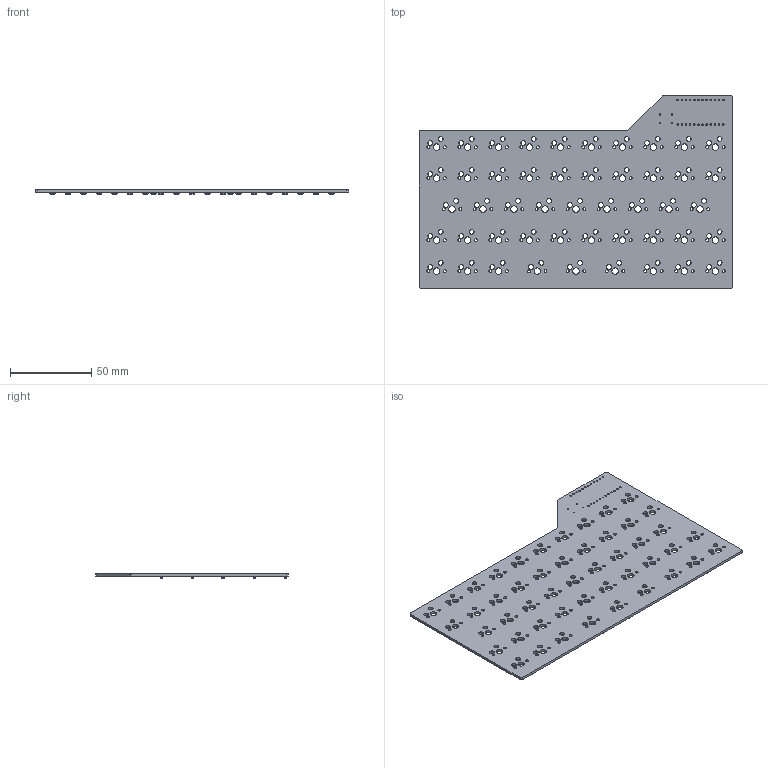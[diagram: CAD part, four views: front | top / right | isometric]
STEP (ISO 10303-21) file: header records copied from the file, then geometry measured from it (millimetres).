
FILE_DESCRIPTION(('KiCad electronic assembly'),'2;1');
FILE_NAME('tabesco48.step','2024-11-21T13:52:46',('Pcbnew'),('Kicad'), 'Open CASCADE STEP processor 7.8','KiCad to STEP converter','Unknown' );
FILE_SCHEMA(('AUTOMOTIVE_DESIGN { 1 0 10303 214 1 1 1 1 }'));
Length unit declared in the file: millimetre
Products named in the file (4): tabesco48 1; D_SOD-123; D_SOD_123; _autosave-newk-tabesque48_PCB
Assembly tree (50 placements, depth 3):
  tabesco48 1
    D_SOD-123  x48
      D_SOD_123
    _autosave-newk-tabesque48_PCB
Bounding box: 192.53 x 118.37 x 2.9 mm (x, y, z)
Volume: 29562.5 mm3; surface area: 41998 mm2
Topology: 49 solids, 49 shells, 3498 faces, 8328 edges, 4976 vertices
Faces by surface type: plane 1592, bspline 1248, cylinder 658
Full cylindrical faces by diameter (mm): 0.813 x4, 1 x24, 1.75 x96, 3 x96, 3.988 x48
Entity records: 13606 total; most frequent: DIRECTION 2276, CARTESIAN_POINT 2158, ORIENTED_EDGE 1992, EDGE_CURVE 996, AXIS2_PLACEMENT_3D 938, FACE_BOUND 886, EDGE_LOOP 886, VERTEX_POINT 652
